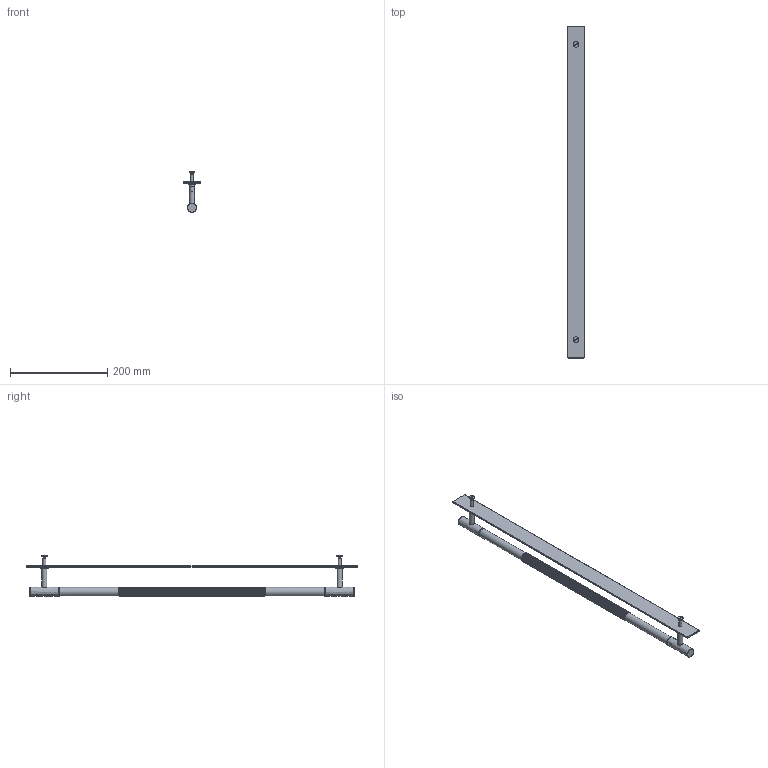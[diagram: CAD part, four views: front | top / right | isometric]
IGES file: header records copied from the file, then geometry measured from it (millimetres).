
Global section: file name: PK8258-F; native system: Autodesk Inventor 2024; preprocessor: unknown; author: adaniels; date: 20250514.142116; units: millimetre
Bounding box: 35 x 684 x 83.53 mm (x, y, z)
Volume: 257493.7 mm3; surface area: 101783.5 mm2
Topology: 6 solids, 6 shells, 380 faces, 882 edges, 525 vertices
Faces by surface type: bspline 380
